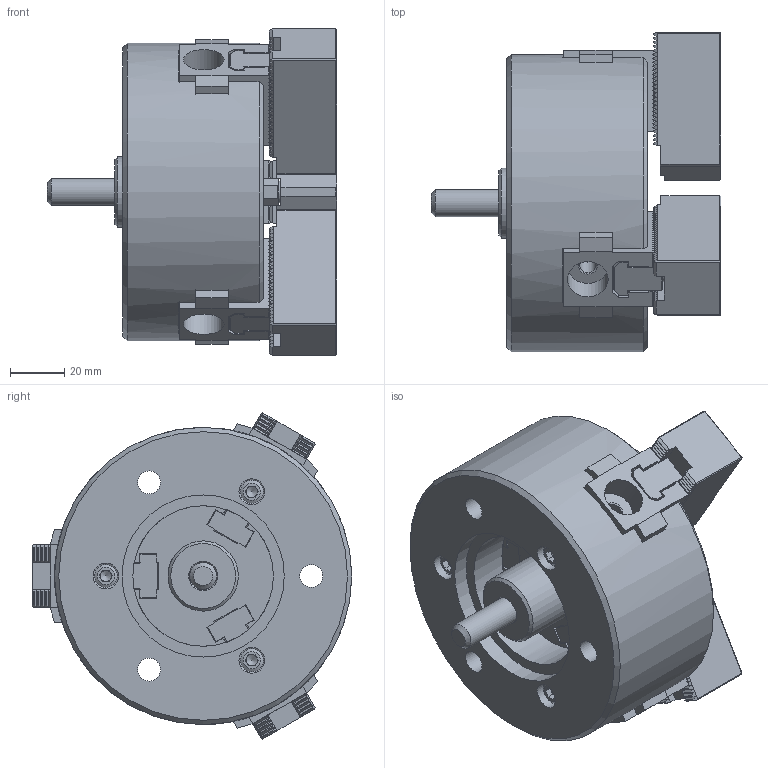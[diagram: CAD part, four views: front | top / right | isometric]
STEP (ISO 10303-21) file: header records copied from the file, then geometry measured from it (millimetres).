
FILE_DESCRIPTION(/* description */ ('Unknown'),/* implementation_level */ '2;1');
FILE_NAME(/* name */ 'NL04-Solid',/* time_stamp */ '2019-08-15T11:15:33+01:00',/* author */ ('Unknown'),/* organization */ ('Unknown'),/* preprocessor_version */ 'ST-DEVELOPER v16.7',/* originating_system */ 'DEX',/* authorisation */ $);
FILE_SCHEMA (('AUTOMOTIVE_DESIGN {1 0 10303 214 3 1 1}'));
Products named in the file (1): 61P324176_NL04_ASSY
Bounding box: 107.2 x 118.25 x 120.65 mm (x, y, z)
Volume: 504375.6 mm3; surface area: 143549.4 mm2
Topology: 26 solids, 26 shells, 2033 faces, 5638 edges, 3678 vertices
Faces by surface type: plane 1771, cylinder 162, cone 99, bspline 1
Full cylindrical faces by diameter (mm): 2.9 x3, 3 x3, 3.2 x4, 3.5 x3, 5 x12, 6 x6, 6.3 x3, 8 x19, 8.5 x12, 9.5 x3, 10 x4, 11 x1, 13 x9, 13.5 x6, 14 x4, 14.5 x1, 15 x3, 26 x2, 52 x1, 60 x1, 110 x1
Entity records: 62870 total; most frequent: CARTESIAN_POINT 11301, ORIENTED_EDGE 10792, DIRECTION 9972, EDGE_CURVE 5396, LINE 4848, VECTOR 4848, VERTEX_POINT 3647, AXIS2_PLACEMENT_3D 2562
